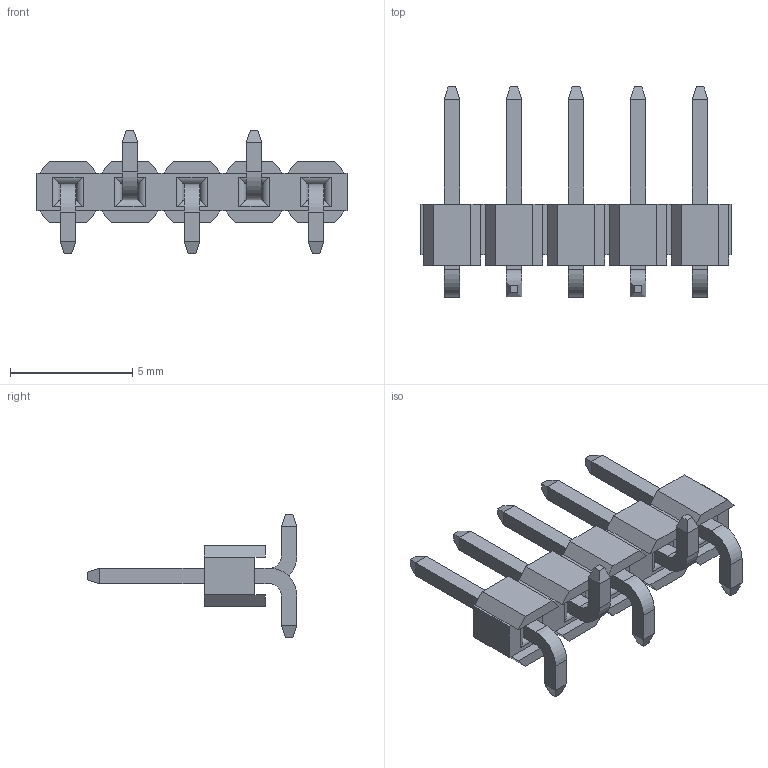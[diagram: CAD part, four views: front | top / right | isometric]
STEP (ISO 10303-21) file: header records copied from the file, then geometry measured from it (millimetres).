
FILE_DESCRIPTION(/* description */ (''),/* implementation_level */ '2;1');
FILE_NAME(/* name */ '9532-13-005-xx-1-00.stp',/* time_stamp */ '2017-08-14T13:58:04+02:00',/* author */ ('andreas.larin'),/* organization */ (''),/* preprocessor_version */ 'ST-DEVELOPER v15.6',/* originating_system */ 'Autodesk Inventor 2015',/* authorisation */ '');
FILE_SCHEMA (('AUTOMOTIVE_DESIGN { 1 0 10303 214 3 1 1 }'));
Length unit declared in the file: centimetre
Products named in the file (1): 9532-13-005-xx-1-00
Bounding box: 12.7 x 8.6 x 5.06 mm (x, y, z)
Volume: 79.9 mm3; surface area: 254.6 mm2
Topology: 1 solids, 1 shells, 216 faces, 540 edges, 340 vertices
Faces by surface type: plane 186, cylinder 30
Entity records: 6308 total; most frequent: CARTESIAN_POINT 1097, ORIENTED_EDGE 1080, DIRECTION 1034, EDGE_CURVE 540, LINE 480, VECTOR 480, VERTEX_POINT 340, AXIS2_PLACEMENT_3D 277
